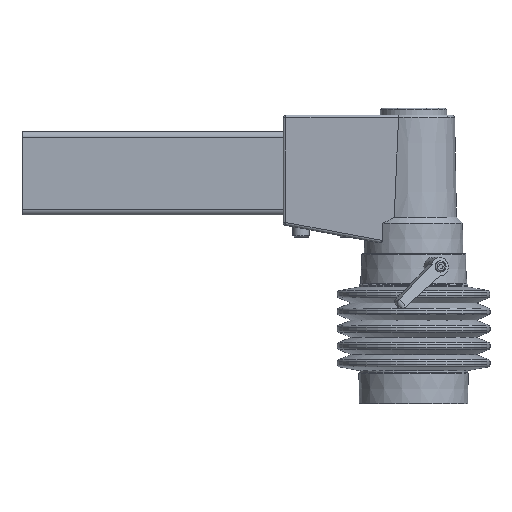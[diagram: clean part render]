
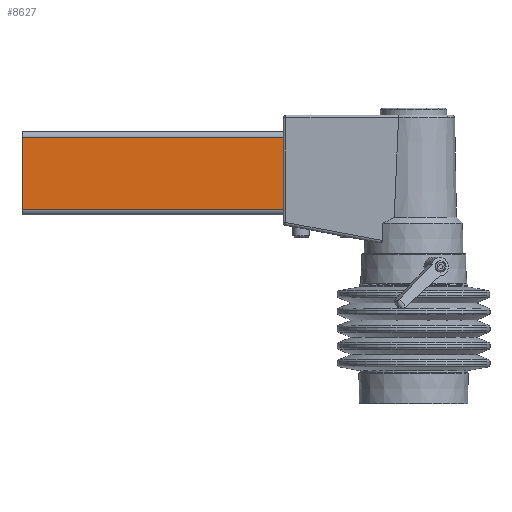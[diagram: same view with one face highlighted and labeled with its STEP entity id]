
A CAD part, front view. The second image highlights one B-rep face of the part: STEP entity #8627.
In plain terms, the highlighted planar face has unit normal (0, -1, 0).
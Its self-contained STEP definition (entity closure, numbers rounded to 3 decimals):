
#569 = EDGE_CURVE ( 'NONE', #4193, #7767, #13801, .T. ) ;
#1086 = VERTEX_POINT ( 'NONE', #5334 ) ;
#1177 = CARTESIAN_POINT ( 'NONE',  ( -282., -21.048, 32.1 ) ) ;
#1334 = LINE ( 'NONE', #8519, #13056 ) ;
#1560 = AXIS2_PLACEMENT_3D ( 'NONE', #2184, #10295, #2028 ) ;
#1597 = VECTOR ( 'NONE', #11611, 1000. ) ;
#2028 = DIRECTION ( 'NONE',  ( -1., 0., 0. ) ) ;
#2184 = CARTESIAN_POINT ( 'NONE',  ( -282., -21.048, 28.1 ) ) ;
#3397 = CARTESIAN_POINT ( 'NONE',  ( -282., -21.048, 32.1 ) ) ;
#3731 = ORIENTED_EDGE ( 'NONE', *, *, #569, .F. ) ;
#4193 = VERTEX_POINT ( 'NONE', #3397 ) ;
#4497 = ORIENTED_EDGE ( 'NONE', *, *, #12602, .F. ) ;
#4657 = LINE ( 'NONE', #10436, #11097 ) ;
#5334 = CARTESIAN_POINT ( 'NONE',  ( -32., -21.048, 32.1 ) ) ;
#5719 = DIRECTION ( 'NONE',  ( 0., 0., 1. ) ) ;
#6296 = EDGE_CURVE ( 'NONE', #1086, #13255, #4657, .T. ) ;
#7767 = VERTEX_POINT ( 'NONE', #8116 ) ;
#8116 = CARTESIAN_POINT ( 'NONE',  ( -282., -21.048, 84.1 ) ) ;
#8519 = CARTESIAN_POINT ( 'NONE',  ( -32., -21.048, 32.1 ) ) ;
#8627 = ADVANCED_FACE ( 'NONE', ( #8920 ), #13529, .T. ) ;
#8681 = DIRECTION ( 'NONE',  ( 1., 0., 0. ) ) ;
#8920 = FACE_OUTER_BOUND ( 'NONE', #11509, .T. ) ;
#9524 = DIRECTION ( 'NONE',  ( -1., 0., 0. ) ) ;
#9764 = CARTESIAN_POINT ( 'NONE',  ( -282., -21.048, 84.1 ) ) ;
#10295 = DIRECTION ( 'NONE',  ( 0., -1., 0. ) ) ;
#10436 = CARTESIAN_POINT ( 'NONE',  ( -32., -21.048, 32.1 ) ) ;
#11097 = VECTOR ( 'NONE', #5719, 1000. ) ;
#11509 = EDGE_LOOP ( 'NONE', ( #12630, #12440, #4497, #3731 ) ) ;
#11611 = DIRECTION ( 'NONE',  ( 0., 0., 1. ) ) ;
#11960 = CARTESIAN_POINT ( 'NONE',  ( -32., -21.048, 84.1 ) ) ;
#12298 = LINE ( 'NONE', #9764, #13757 ) ;
#12440 = ORIENTED_EDGE ( 'NONE', *, *, #6296, .T. ) ;
#12602 = EDGE_CURVE ( 'NONE', #7767, #13255, #12298, .T. ) ;
#12630 = ORIENTED_EDGE ( 'NONE', *, *, #12797, .F. ) ;
#12797 = EDGE_CURVE ( 'NONE', #1086, #4193, #1334, .T. ) ;
#13056 = VECTOR ( 'NONE', #9524, 1000. ) ;
#13255 = VERTEX_POINT ( 'NONE', #11960 ) ;
#13529 = PLANE ( 'NONE',  #1560 ) ;
#13757 = VECTOR ( 'NONE', #8681, 1000. ) ;
#13801 = LINE ( 'NONE', #1177, #1597 ) ;
